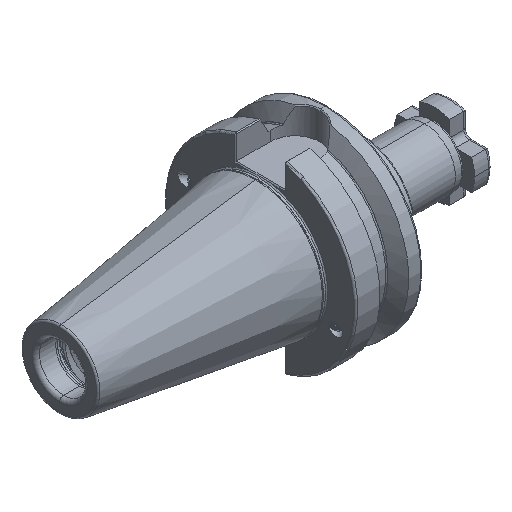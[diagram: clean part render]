
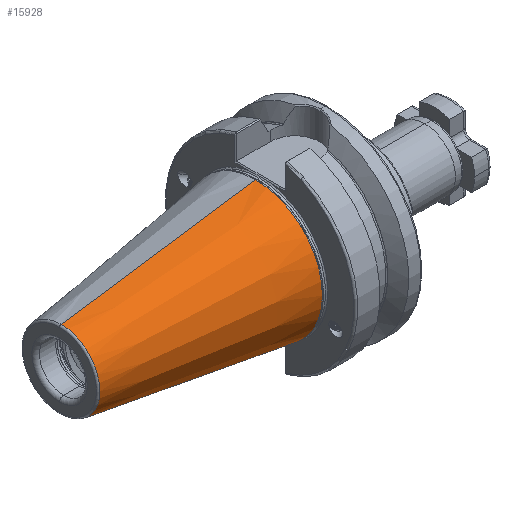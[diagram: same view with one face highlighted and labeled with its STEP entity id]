
A CAD part, isometric view. The second image highlights one B-rep face of the part: STEP entity #15928.
In plain terms, the highlighted conical face has half-angle 8.297 degrees and reference radius 34.998 mm.
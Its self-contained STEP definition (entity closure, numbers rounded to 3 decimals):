
#3772 = CARTESIAN_POINT ( 'NONE',  ( -2.5, 0., -34.998 ) ) ;
#3800 = DIRECTION ( 'NONE',  ( 0.99, 0., -0.144 ) ) ;
#4875 = AXIS2_PLACEMENT_3D ( 'NONE', #5919, #5932, #5898 ) ;
#4886 = AXIS2_PLACEMENT_3D ( 'NONE', #6073, #6053, #6142 ) ;
#5038 = AXIS2_PLACEMENT_3D ( 'NONE', #15079, #15083, #15105 ) ;
#5898 = DIRECTION ( 'NONE',  ( 0., 0., 1. ) ) ;
#5919 = CARTESIAN_POINT ( 'NONE',  ( -2.5, 0., 0. ) ) ;
#5932 = DIRECTION ( 'NONE',  ( -1., 0., 0. ) ) ;
#6053 = DIRECTION ( 'NONE',  ( -1., 0., 0. ) ) ;
#6073 = CARTESIAN_POINT ( 'NONE',  ( -103.944, 0., 0. ) ) ;
#6142 = DIRECTION ( 'NONE',  ( 0., 0., 1. ) ) ;
#6630 = EDGE_LOOP ( 'NONE', ( #14170, #14212, #14199, #14194 ) ) ;
#7675 = LINE ( 'NONE', #3772, #7694 ) ;
#7694 = VECTOR ( 'NONE', #3800, 1000. ) ;
#8059 = FACE_OUTER_BOUND ( 'NONE', #6630, .T. ) ;
#8126 = CONICAL_SURFACE ( 'NONE', #5038, 34.998, 0.145 ) ;
#10602 = EDGE_CURVE ( 'NONE', #13386, #13482, #12754, .T. ) ;
#10633 = EDGE_CURVE ( 'NONE', #13451, #13507, #12812, .T. ) ;
#10751 = EDGE_CURVE ( 'NONE', #13507, #13482, #12889, .T. ) ;
#11344 = EDGE_CURVE ( 'NONE', #13451, #13386, #7675, .T. ) ;
#11506 = CARTESIAN_POINT ( 'NONE',  ( -2.5, 0., 34.998 ) ) ;
#11547 = DIRECTION ( 'NONE',  ( 0.99, 0., 0.144 ) ) ;
#12754 = CIRCLE ( 'NONE', #4875, 34.998 ) ;
#12812 = CIRCLE ( 'NONE', #4886, 20.204 ) ;
#12889 = LINE ( 'NONE', #11506, #12907 ) ;
#12907 = VECTOR ( 'NONE', #11547, 1000. ) ;
#13386 = VERTEX_POINT ( 'NONE', #15787 ) ;
#13451 = VERTEX_POINT ( 'NONE', #14702 ) ;
#13482 = VERTEX_POINT ( 'NONE', #14691 ) ;
#13507 = VERTEX_POINT ( 'NONE', #14714 ) ;
#14170 = ORIENTED_EDGE ( 'NONE', *, *, #10751, .F. ) ;
#14194 = ORIENTED_EDGE ( 'NONE', *, *, #10602, .T. ) ;
#14199 = ORIENTED_EDGE ( 'NONE', *, *, #11344, .T. ) ;
#14212 = ORIENTED_EDGE ( 'NONE', *, *, #10633, .F. ) ;
#14691 = CARTESIAN_POINT ( 'NONE',  ( -2.5, 0., 34.998 ) ) ;
#14702 = CARTESIAN_POINT ( 'NONE',  ( -103.944, 0., -20.204 ) ) ;
#14714 = CARTESIAN_POINT ( 'NONE',  ( -103.944, 0., 20.204 ) ) ;
#15079 = CARTESIAN_POINT ( 'NONE',  ( -2.5, 0., 0. ) ) ;
#15083 = DIRECTION ( 'NONE',  ( 1., 0., 0. ) ) ;
#15105 = DIRECTION ( 'NONE',  ( 0., 0., -1. ) ) ;
#15787 = CARTESIAN_POINT ( 'NONE',  ( -2.5, 0., -34.998 ) ) ;
#15928 = ADVANCED_FACE ( 'NONE', ( #8059 ), #8126, .T. ) ;
